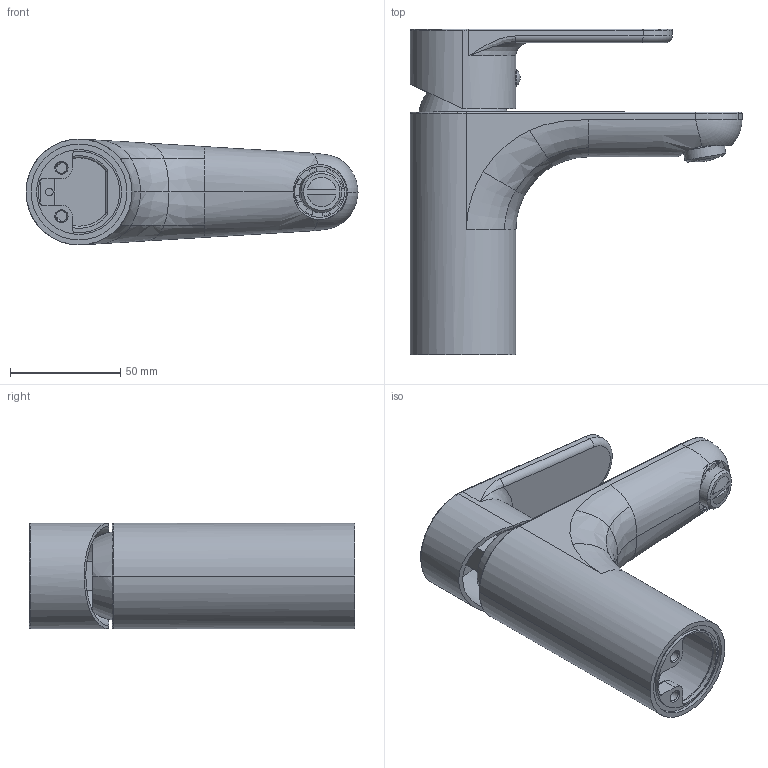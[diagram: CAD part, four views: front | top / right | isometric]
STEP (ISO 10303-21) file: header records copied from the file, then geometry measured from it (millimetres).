
FILE_DESCRIPTION((''),'2;1');
FILE_NAME('GR071CR','2021-01-14T11:59:56',('ut3'),('PAFFONI SpA'),'CREO PARAMETRIC BY PTC INC, 2020044','CREO PARAMETRIC BY PTC INC, 2020044','');
FILE_SCHEMA(('CONFIG_CONTROL_DESIGN','SHAPE_APPEARANCE_LAYERS_GROUPS'));
Length unit declared in the file: millimetre
Products named in the file (1): GR071CR
Bounding box: 150.58 x 147.5 x 48 mm (x, y, z)
Volume: 123076.8 mm3; surface area: 82979.6 mm2
Topology: 2 solids, 2 shells, 440 faces, 1048 edges, 623 vertices
Faces by surface type: cylinder 132, bspline 124, plane 110, torus 45, cone 15, sphere 10, extrusion 4
Entity records: 26215 total; most frequent: CARTESIAN_POINT 13703, ORIENTED_EDGE 2084, DIRECTION 1793, EDGE_CURVE 1042, AXIS2_PLACEMENT_3D 717, VERTEX_POINT 623, EDGE_LOOP 473, FACE_OUTER_BOUND 440
